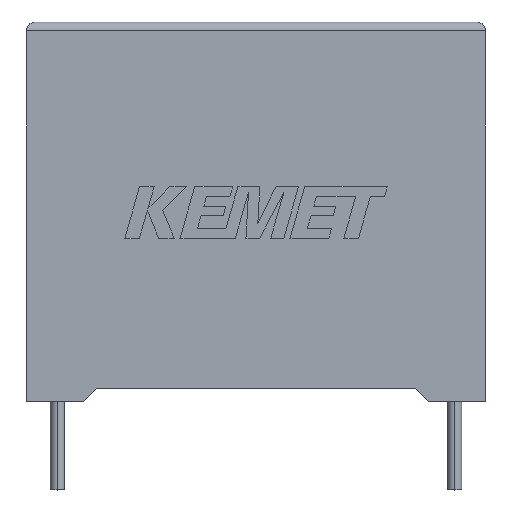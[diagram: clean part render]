
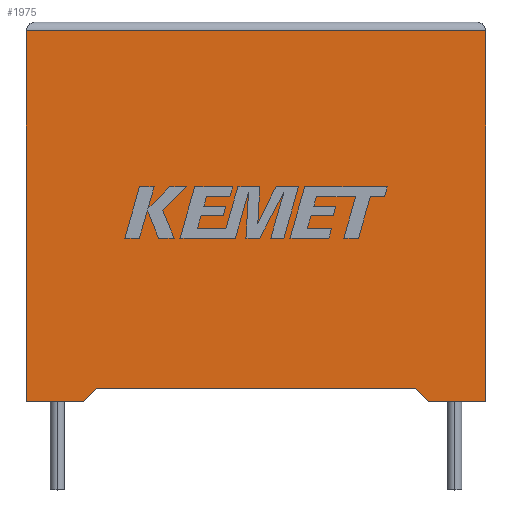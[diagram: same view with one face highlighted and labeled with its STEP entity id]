
A CAD part, top view. The second image highlights one B-rep face of the part: STEP entity #1975.
In plain terms, the highlighted planar face has unit normal (0, 0, 1).
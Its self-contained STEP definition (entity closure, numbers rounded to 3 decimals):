
#22 = ORIENTED_EDGE ( 'NONE', *, *, #1733, .T. ) ;
#60 = CARTESIAN_POINT ( 'NONE',  ( 22.75, 0., 11. ) ) ;
#199 = CARTESIAN_POINT ( 'NONE',  ( 3.25, 0., 11. ) ) ;
#214 = EDGE_CURVE ( 'NONE', #2185, #1187, #1905, .T. ) ;
#224 = CARTESIAN_POINT ( 'NONE',  ( 0., 21., 11. ) ) ;
#240 = VECTOR ( 'NONE', #581, 1000. ) ;
#286 = VECTOR ( 'NONE', #2246, 1000. ) ;
#335 = CARTESIAN_POINT ( 'NONE',  ( 0., 21., 11. ) ) ;
#432 = LINE ( 'NONE', #1598, #286 ) ;
#471 = EDGE_CURVE ( 'NONE', #2132, #871, #432, .T. ) ;
#502 = DIRECTION ( 'NONE',  ( -1., 0., 0. ) ) ;
#524 = VERTEX_POINT ( 'NONE', #224 ) ;
#581 = DIRECTION ( 'NONE',  ( 0., -1., 0. ) ) ;
#639 = CARTESIAN_POINT ( 'NONE',  ( 22.75, 0., 11. ) ) ;
#668 = EDGE_CURVE ( 'NONE', #524, #2132, #2852, .T. ) ;
#695 = PLANE ( 'NONE',  #845 ) ;
#704 = DIRECTION ( 'NONE',  ( 0., 1., 0. ) ) ;
#826 = DIRECTION ( 'NONE',  ( -1., 0., 0. ) ) ;
#845 = AXIS2_PLACEMENT_3D ( 'NONE', #2584, #963, #2375 ) ;
#861 = CARTESIAN_POINT ( 'NONE',  ( 3.972, 0.741, 11. ) ) ;
#871 = VERTEX_POINT ( 'NONE', #1864 ) ;
#963 = DIRECTION ( 'NONE',  ( 0., 0., -1. ) ) ;
#1122 = LINE ( 'NONE', #2054, #3058 ) ;
#1132 = LINE ( 'NONE', #199, #2614 ) ;
#1141 = ORIENTED_EDGE ( 'NONE', *, *, #471, .T. ) ;
#1184 = FACE_OUTER_BOUND ( 'NONE', #2044, .T. ) ;
#1187 = VERTEX_POINT ( 'NONE', #861 ) ;
#1197 = EDGE_CURVE ( 'NONE', #2185, #1430, #2727, .T. ) ;
#1310 = LINE ( 'NONE', #335, #2755 ) ;
#1336 = LINE ( 'NONE', #1396, #1966 ) ;
#1396 = CARTESIAN_POINT ( 'NONE',  ( 26., 0., 11. ) ) ;
#1410 = EDGE_CURVE ( 'NONE', #1567, #524, #1310, .T. ) ;
#1430 = VERTEX_POINT ( 'NONE', #60 ) ;
#1516 = VECTOR ( 'NONE', #502, 1000. ) ;
#1558 = EDGE_CURVE ( 'NONE', #1187, #871, #1132, .T. ) ;
#1567 = VERTEX_POINT ( 'NONE', #2996 ) ;
#1598 = CARTESIAN_POINT ( 'NONE',  ( 0., 0., 11. ) ) ;
#1693 = CARTESIAN_POINT ( 'NONE',  ( 13., 0.741, 11. ) ) ;
#1733 = EDGE_CURVE ( 'NONE', #1430, #1816, #1122, .T. ) ;
#1816 = VERTEX_POINT ( 'NONE', #2702 ) ;
#1844 = DIRECTION ( 'NONE',  ( -0.698, -0.716, 0. ) ) ;
#1854 = ORIENTED_EDGE ( 'NONE', *, *, #214, .F. ) ;
#1864 = CARTESIAN_POINT ( 'NONE',  ( 3.25, 0., 11. ) ) ;
#1905 = LINE ( 'NONE', #1693, #1516 ) ;
#1966 = VECTOR ( 'NONE', #704, 1000. ) ;
#1975 = ADVANCED_FACE ( 'NONE', ( #1184 ), #695, .F. ) ;
#2044 = EDGE_LOOP ( 'NONE', ( #2951, #2322, #2179, #1141, #2466, #1854, #3007, #22 ) ) ;
#2054 = CARTESIAN_POINT ( 'NONE',  ( 0., 0., 11. ) ) ;
#2132 = VERTEX_POINT ( 'NONE', #2433 ) ;
#2164 = EDGE_CURVE ( 'NONE', #1816, #1567, #1336, .T. ) ;
#2179 = ORIENTED_EDGE ( 'NONE', *, *, #668, .T. ) ;
#2185 = VERTEX_POINT ( 'NONE', #2326 ) ;
#2192 = VECTOR ( 'NONE', #2514, 1000. ) ;
#2246 = DIRECTION ( 'NONE',  ( 1., 0., 0. ) ) ;
#2322 = ORIENTED_EDGE ( 'NONE', *, *, #1410, .T. ) ;
#2326 = CARTESIAN_POINT ( 'NONE',  ( 22.028, 0.741, 11. ) ) ;
#2375 = DIRECTION ( 'NONE',  ( -1., 0., 0. ) ) ;
#2433 = CARTESIAN_POINT ( 'NONE',  ( 0., 0., 11. ) ) ;
#2466 = ORIENTED_EDGE ( 'NONE', *, *, #1558, .F. ) ;
#2514 = DIRECTION ( 'NONE',  ( 0.698, -0.716, 0. ) ) ;
#2584 = CARTESIAN_POINT ( 'NONE',  ( 0., 0., 11. ) ) ;
#2614 = VECTOR ( 'NONE', #1844, 1000. ) ;
#2702 = CARTESIAN_POINT ( 'NONE',  ( 26., 0., 11. ) ) ;
#2727 = LINE ( 'NONE', #639, #2192 ) ;
#2755 = VECTOR ( 'NONE', #826, 1000. ) ;
#2852 = LINE ( 'NONE', #2878, #240 ) ;
#2878 = CARTESIAN_POINT ( 'NONE',  ( 0., 0., 11. ) ) ;
#2951 = ORIENTED_EDGE ( 'NONE', *, *, #2164, .T. ) ;
#2987 = DIRECTION ( 'NONE',  ( 1., 0., 0. ) ) ;
#2996 = CARTESIAN_POINT ( 'NONE',  ( 26., 21., 11. ) ) ;
#3007 = ORIENTED_EDGE ( 'NONE', *, *, #1197, .T. ) ;
#3058 = VECTOR ( 'NONE', #2987, 1000. ) ;
